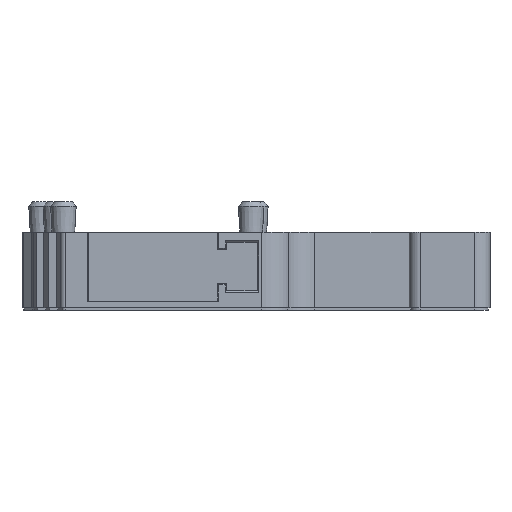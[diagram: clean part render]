
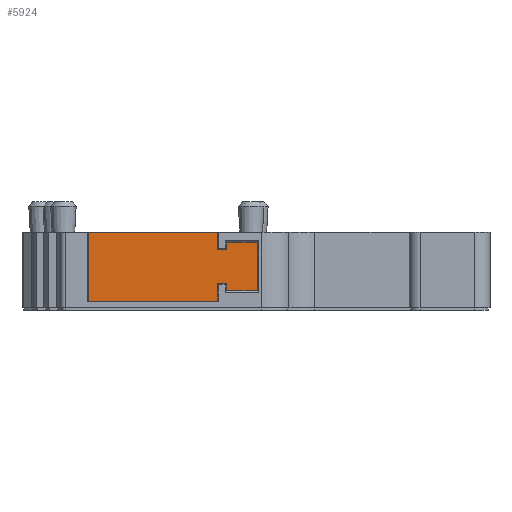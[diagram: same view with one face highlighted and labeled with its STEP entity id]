
A CAD part, front view. The second image highlights one B-rep face of the part: STEP entity #5924.
In plain terms, the highlighted planar face has unit normal (0, -1, 0).
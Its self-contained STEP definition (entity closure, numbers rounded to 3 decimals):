
#75 = PLANE ( 'NONE',  #5433 ) ;
#90 = EDGE_CURVE ( 'NONE', #8143, #2561, #7260, .T. ) ;
#209 = VERTEX_POINT ( 'NONE', #2159 ) ;
#288 = CARTESIAN_POINT ( 'NONE',  ( -70.079, -3.26, 32.292 ) ) ;
#313 = ORIENTED_EDGE ( 'NONE', *, *, #6243, .T. ) ;
#378 = VERTEX_POINT ( 'NONE', #1878 ) ;
#513 = CARTESIAN_POINT ( 'NONE',  ( -91.375, -3.26, 83.876 ) ) ;
#833 = EDGE_LOOP ( 'NONE', ( #10510, #8947, #313, #6306, #841, #2172, #6890, #7399, #9337, #7388, #5769, #9933 ) ) ;
#841 = ORIENTED_EDGE ( 'NONE', *, *, #4567, .T. ) ;
#1060 = DIRECTION ( 'NONE',  ( 0., 0., -1. ) ) ;
#1234 = DIRECTION ( 'NONE',  ( -1., 0., 0. ) ) ;
#1245 = LINE ( 'NONE', #513, #5103 ) ;
#1504 = EDGE_CURVE ( 'NONE', #9806, #4289, #10543, .T. ) ;
#1706 = EDGE_CURVE ( 'NONE', #4289, #6362, #8740, .T. ) ;
#1710 = DIRECTION ( 'NONE',  ( 1., 0., 0. ) ) ;
#1852 = CARTESIAN_POINT ( 'NONE',  ( -82.251, -3.26, 83.876 ) ) ;
#1878 = CARTESIAN_POINT ( 'NONE',  ( -82.251, -3.26, 31.617 ) ) ;
#1899 = EDGE_CURVE ( 'NONE', #9961, #6362, #6456, .T. ) ;
#2159 = CARTESIAN_POINT ( 'NONE',  ( -82.848, -3.26, 28.917 ) ) ;
#2172 = ORIENTED_EDGE ( 'NONE', *, *, #6935, .T. ) ;
#2181 = LINE ( 'NONE', #9008, #10383 ) ;
#2224 = CARTESIAN_POINT ( 'NONE',  ( -82.251, -3.26, 31.117 ) ) ;
#2436 = CARTESIAN_POINT ( 'NONE',  ( -91.375, -3.26, 32.292 ) ) ;
#2561 = VERTEX_POINT ( 'NONE', #4236 ) ;
#2860 = CARTESIAN_POINT ( 'NONE',  ( -82.251, -3.26, 28.917 ) ) ;
#3042 = DIRECTION ( 'NONE',  ( 1., 0., 0. ) ) ;
#3051 = CARTESIAN_POINT ( 'NONE',  ( -82.848, -3.26, 27.742 ) ) ;
#3322 = DIRECTION ( 'NONE',  ( 0., -1., 0. ) ) ;
#3518 = LINE ( 'NONE', #7435, #5459 ) ;
#3812 = FACE_OUTER_BOUND ( 'NONE', #833, .T. ) ;
#3863 = CARTESIAN_POINT ( 'NONE',  ( -80.251, -3.26, 28.417 ) ) ;
#3955 = CARTESIAN_POINT ( 'NONE',  ( -82.848, -3.26, 27.742 ) ) ;
#4012 = VECTOR ( 'NONE', #6851, 1000. ) ;
#4118 = DIRECTION ( 'NONE',  ( 1., 0., 0. ) ) ;
#4236 = CARTESIAN_POINT ( 'NONE',  ( -82.251, -3.26, 28.417 ) ) ;
#4248 = VECTOR ( 'NONE', #4543, 1000. ) ;
#4289 = VERTEX_POINT ( 'NONE', #5497 ) ;
#4408 = VECTOR ( 'NONE', #6852, 1000. ) ;
#4543 = DIRECTION ( 'NONE',  ( -1., 0., 0. ) ) ;
#4567 = EDGE_CURVE ( 'NONE', #9809, #209, #10029, .T. ) ;
#4787 = DIRECTION ( 'NONE',  ( 0., 0., 1. ) ) ;
#4836 = VECTOR ( 'NONE', #8342, 1000. ) ;
#5008 = DIRECTION ( 'NONE',  ( 0., 0., 1. ) ) ;
#5103 = VECTOR ( 'NONE', #9534, 1000. ) ;
#5152 = CARTESIAN_POINT ( 'NONE',  ( -82.251, -3.26, 83.876 ) ) ;
#5433 = AXIS2_PLACEMENT_3D ( 'NONE', #6602, #3322, #1710 ) ;
#5459 = VECTOR ( 'NONE', #5008, 1000. ) ;
#5482 = CARTESIAN_POINT ( 'NONE',  ( -79.951, -3.26, 28.917 ) ) ;
#5493 = CARTESIAN_POINT ( 'NONE',  ( -79.951, -3.26, 28.417 ) ) ;
#5497 = CARTESIAN_POINT ( 'NONE',  ( -82.848, -3.26, 31.117 ) ) ;
#5507 = CARTESIAN_POINT ( 'NONE',  ( -82.848, -3.26, 32.292 ) ) ;
#5769 = ORIENTED_EDGE ( 'NONE', *, *, #8612, .T. ) ;
#5802 = VECTOR ( 'NONE', #1060, 1000. ) ;
#5924 = ADVANCED_FACE ( 'NONE', ( #3812 ), #75, .T. ) ;
#6024 = CARTESIAN_POINT ( 'NONE',  ( -82.848, -3.26, 83.876 ) ) ;
#6119 = CARTESIAN_POINT ( 'NONE',  ( -80.251, -3.26, 31.617 ) ) ;
#6151 = CARTESIAN_POINT ( 'NONE',  ( -79.951, -3.26, 31.117 ) ) ;
#6199 = CARTESIAN_POINT ( 'NONE',  ( -79.951, -3.26, 31.617 ) ) ;
#6243 = EDGE_CURVE ( 'NONE', #9961, #8639, #1245, .T. ) ;
#6261 = LINE ( 'NONE', #5482, #8159 ) ;
#6306 = ORIENTED_EDGE ( 'NONE', *, *, #9010, .T. ) ;
#6362 = VERTEX_POINT ( 'NONE', #5507 ) ;
#6456 = LINE ( 'NONE', #288, #4408 ) ;
#6602 = CARTESIAN_POINT ( 'NONE',  ( -79.951, -3.26, 83.876 ) ) ;
#6851 = DIRECTION ( 'NONE',  ( 0., 0., 1. ) ) ;
#6852 = DIRECTION ( 'NONE',  ( 1., 0., 0. ) ) ;
#6890 = ORIENTED_EDGE ( 'NONE', *, *, #90, .T. ) ;
#6935 = EDGE_CURVE ( 'NONE', #209, #8143, #6261, .T. ) ;
#6960 = VECTOR ( 'NONE', #1234, 1000. ) ;
#7260 = LINE ( 'NONE', #5152, #4836 ) ;
#7388 = ORIENTED_EDGE ( 'NONE', *, *, #8798, .T. ) ;
#7399 = ORIENTED_EDGE ( 'NONE', *, *, #9808, .T. ) ;
#7435 = CARTESIAN_POINT ( 'NONE',  ( -80.251, -3.26, 83.876 ) ) ;
#7873 = EDGE_CURVE ( 'NONE', #9810, #9302, #3518, .T. ) ;
#7943 = DIRECTION ( 'NONE',  ( 1., 0., 0. ) ) ;
#7955 = LINE ( 'NONE', #1852, #5802 ) ;
#8143 = VERTEX_POINT ( 'NONE', #2860 ) ;
#8159 = VECTOR ( 'NONE', #3042, 1000. ) ;
#8177 = VECTOR ( 'NONE', #7943, 1000. ) ;
#8218 = VECTOR ( 'NONE', #4787, 1000. ) ;
#8342 = DIRECTION ( 'NONE',  ( 0., 0., -1. ) ) ;
#8584 = LINE ( 'NONE', #6199, #4248 ) ;
#8612 = EDGE_CURVE ( 'NONE', #378, #9806, #7955, .T. ) ;
#8639 = VERTEX_POINT ( 'NONE', #9254 ) ;
#8740 = LINE ( 'NONE', #3955, #8218 ) ;
#8798 = EDGE_CURVE ( 'NONE', #9302, #378, #8584, .T. ) ;
#8947 = ORIENTED_EDGE ( 'NONE', *, *, #1899, .F. ) ;
#9008 = CARTESIAN_POINT ( 'NONE',  ( -79.951, -3.26, 27.742 ) ) ;
#9010 = EDGE_CURVE ( 'NONE', #8639, #9809, #2181, .T. ) ;
#9254 = CARTESIAN_POINT ( 'NONE',  ( -91.375, -3.26, 27.742 ) ) ;
#9302 = VERTEX_POINT ( 'NONE', #6119 ) ;
#9337 = ORIENTED_EDGE ( 'NONE', *, *, #7873, .T. ) ;
#9534 = DIRECTION ( 'NONE',  ( 0., 0., -1. ) ) ;
#9806 = VERTEX_POINT ( 'NONE', #2224 ) ;
#9808 = EDGE_CURVE ( 'NONE', #2561, #9810, #10366, .T. ) ;
#9809 = VERTEX_POINT ( 'NONE', #3051 ) ;
#9810 = VERTEX_POINT ( 'NONE', #3863 ) ;
#9933 = ORIENTED_EDGE ( 'NONE', *, *, #1504, .T. ) ;
#9961 = VERTEX_POINT ( 'NONE', #2436 ) ;
#10029 = LINE ( 'NONE', #6024, #4012 ) ;
#10366 = LINE ( 'NONE', #5493, #8177 ) ;
#10383 = VECTOR ( 'NONE', #4118, 1000. ) ;
#10510 = ORIENTED_EDGE ( 'NONE', *, *, #1706, .T. ) ;
#10543 = LINE ( 'NONE', #6151, #6960 ) ;
